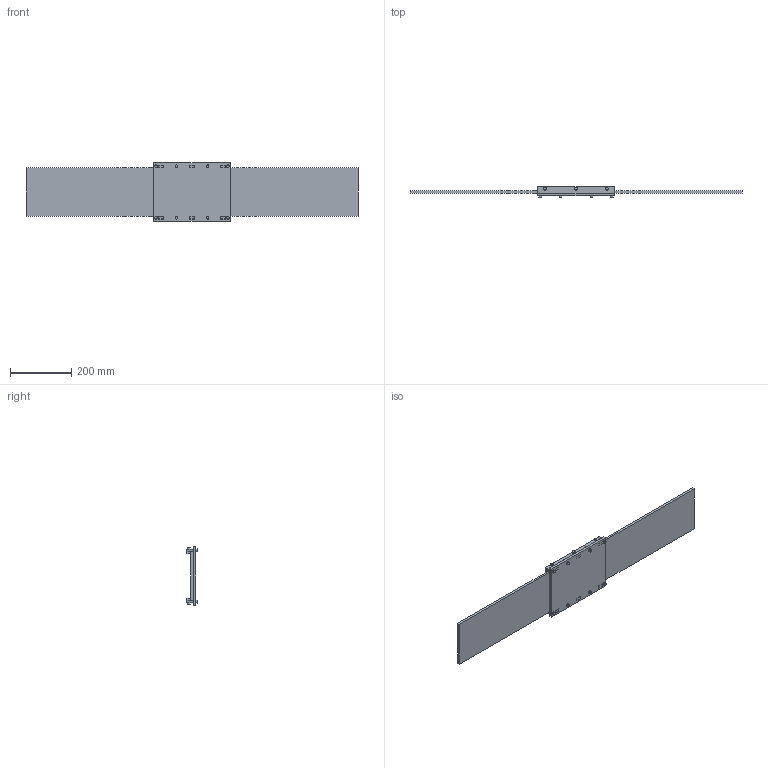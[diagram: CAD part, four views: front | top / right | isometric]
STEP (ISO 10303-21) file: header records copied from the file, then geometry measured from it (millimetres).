
FILE_DESCRIPTION(/* description */ (''),/* implementation_level */ '2;1');
FILE_NAME(/* name */ 'RECTAN~1',/* time_stamp */ '2018-04-29T14:28:56+02:00',/* author */ (''),/* organization */ (''),/* preprocessor_version */ 'ST-DEVELOPER v15',/* originating_system */ '',/* authorisation */ '');
FILE_SCHEMA (('AUTOMOTIVE_DESIGN'));
Length unit declared in the file: millimetre
Products named in the file (1): Document
Bounding box: 1086.43 x 33.4 x 192.4 mm (x, y, z)
Volume: 1906652.7 mm3; surface area: 558020.4 mm2
Topology: 26 solids, 26 shells, 339 faces, 858 edges, 572 vertices
Faces by surface type: plane 207, bspline 132
Entity records: 10535 total; most frequent: CARTESIAN_POINT 5090, ORIENTED_EDGE 1716, EDGE_CURVE 858, VERTEX_POINT 572, B_SPLINE_CURVE_WITH_KNOTS 444, EDGE_LOOP 408, ADVANCED_FACE 339, FACE_OUTER_BOUND 339
